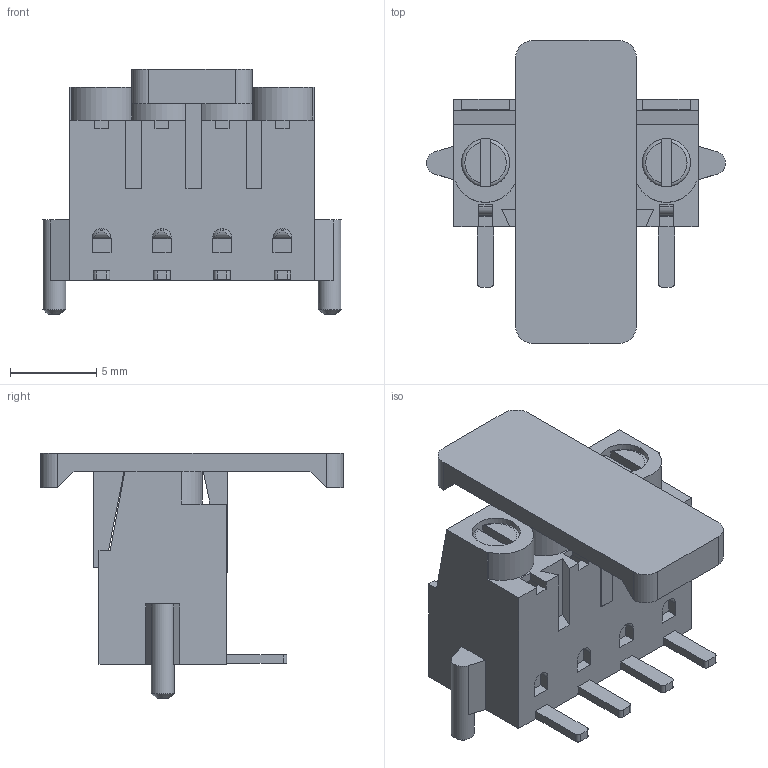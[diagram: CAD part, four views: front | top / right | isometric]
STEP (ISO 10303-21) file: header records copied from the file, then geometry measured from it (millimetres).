
FILE_DESCRIPTION(/* description */ ('Unknown'),/* implementation_level */ '2;1');
FILE_NAME(/* name */ '691508110304',/* time_stamp */ '2016-02-24T16:40:07+01:00',/* author */ ('Unknown'),/* organization */ ('Unknown'),/* preprocessor_version */ 'ST-DEVELOPER v16',/* originating_system */ 'DEX',/* authorisation */ $);
FILE_SCHEMA (('AUTOMOTIVE_DESIGN {1 0 10303 214 3 1 1}'));
Length unit declared in the file: millimetre
Products named in the file (6): 6915081103xx; 691508110004; 6915081100xx_CAGE; 6915081100xx_PIN; 6915081100xx_VIS; CAP Pair
Assembly tree (14 placements, depth 2):
  6915081103xx
    691508110004
    6915081100xx_CAGE  x4
    6915081100xx_PIN  x4
    6915081100xx_VIS  x4
    CAP Pair
Bounding box: 17.35 x 17.6 x 14.25 mm (x, y, z)
Volume: 886.5 mm3; surface area: 2697.5 mm2
Topology: 14 solids, 14 shells, 526 faces, 1418 edges, 926 vertices
Faces by surface type: plane 394, cylinder 114, torus 12, cone 6
Full cylindrical faces by diameter (mm): 1.35 x2, 1.65 x4, 1.9 x4, 2 x4, 2.8 x8
Entity records: 10809 total; most frequent: CARTESIAN_POINT 1982, ORIENTED_EDGE 1822, DIRECTION 1700, EDGE_CURVE 911, LINE 812, VECTOR 812, VERTEX_POINT 601, AXIS2_PLACEMENT_3D 444
